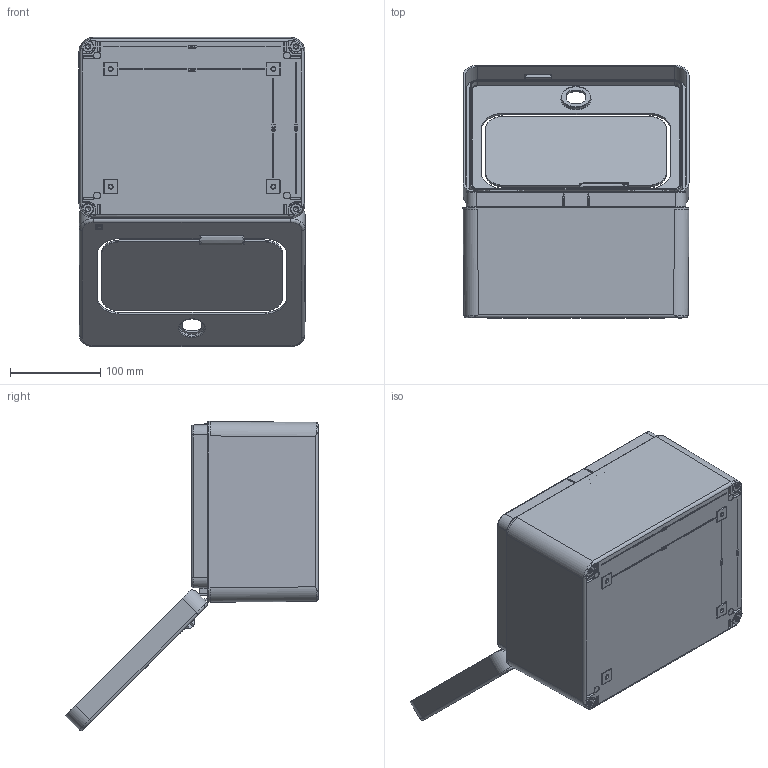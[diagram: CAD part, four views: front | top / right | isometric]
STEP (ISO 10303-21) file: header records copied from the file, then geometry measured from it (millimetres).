
FILE_DESCRIPTION (( 'STEP AP214' ), '1' );
FILE_NAME ('22202500.STEP', '2008-12-05T09:00:37', ( ' ' ), ( '' ), 'SwSTEP 2.0', 'SolidWorks 2008', '' );
FILE_SCHEMA (( 'AUTOMOTIVE_DESIGN' ));
Length unit declared in the file: millimetre
Products named in the file (11): 30510_Standard; 94406_Standard; 82076_Standard; 95035_Standard; 82210_Standard; 82209_Standard; 94204_Standard; 51710_Standard; 22202500; 86208_Standard; 29510_Standard
Assembly tree (21 placements, depth 3):
  22202500
    82210_Standard
    95035_Standard  x2
    94204_Standard
    51710_Standard
      94406_Standard  x4
      86208_Standard  x8
      29510_Standard
    82076_Standard
    30510_Standard
    82209_Standard
Bounding box: 250.04 x 280.96 x 342.01 mm (x, y, z)
Volume: 660365.2 mm3; surface area: 517483.8 mm2
Topology: 20 solids, 20 shells, 2375 faces, 5659 edges, 3247 vertices
Faces by surface type: cylinder 686, plane 580, bspline 567, cone 214, torus 194, sphere 134
Entity records: 78736 total; most frequent: CARTESIAN_POINT 34962, ORIENTED_EDGE 10008, DIRECTION 7923, EDGE_CURVE 5004, VERTEX_POINT 2960, AXIS2_PLACEMENT_3D 2959, EDGE_LOOP 2228, ADVANCED_FACE 2127
